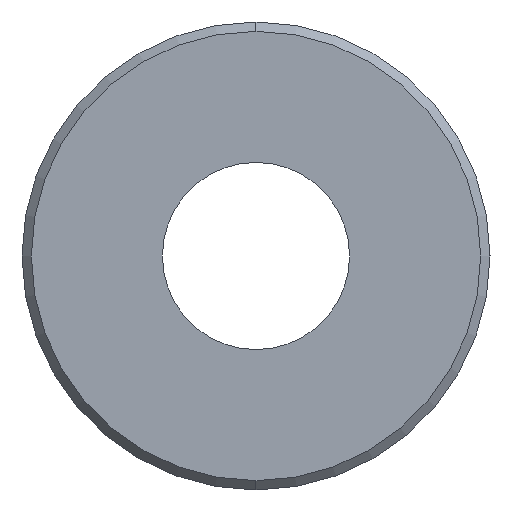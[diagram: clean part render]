
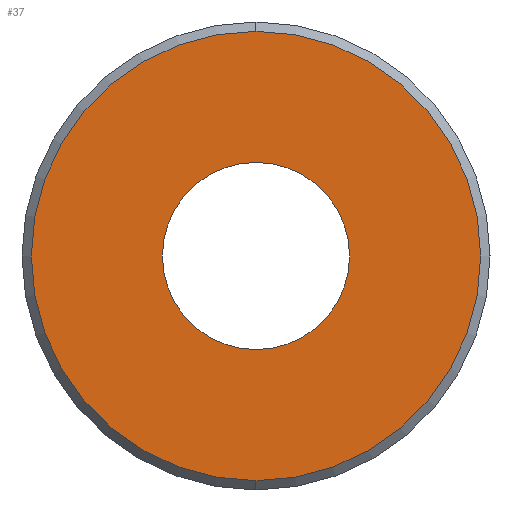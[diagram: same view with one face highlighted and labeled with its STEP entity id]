
A CAD part, left-side view. The second image highlights one B-rep face of the part: STEP entity #37.
In plain terms, the highlighted planar face has unit normal (-1, 0, 0).
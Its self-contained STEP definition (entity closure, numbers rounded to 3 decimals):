
#5 = AXIS2_PLACEMENT_3D ( 'NONE', #24, #409, #408 ) ;
#24 = CARTESIAN_POINT ( 'NONE',  ( 0., 0., 0. ) ) ;
#37 = ADVANCED_FACE ( 'NONE', ( #182, #381 ), #78, .F. ) ;
#46 = EDGE_CURVE ( 'NONE', #419, #440, #88, .T. ) ;
#47 = EDGE_CURVE ( 'NONE', #413, #212, #279, .T. ) ;
#53 = AXIS2_PLACEMENT_3D ( 'NONE', #374, #376, #385 ) ;
#58 = EDGE_CURVE ( 'NONE', #212, #413, #89, .T. ) ;
#72 = AXIS2_PLACEMENT_3D ( 'NONE', #130, #122, #115 ) ;
#76 = EDGE_CURVE ( 'NONE', #440, #419, #106, .T. ) ;
#78 = PLANE ( 'NONE',  #5 ) ;
#88 = CIRCLE ( 'NONE', #53, 12. ) ;
#89 = CIRCLE ( 'NONE', #353, 5. ) ;
#106 = CIRCLE ( 'NONE', #112, 12. ) ;
#112 = AXIS2_PLACEMENT_3D ( 'NONE', #289, #288, #287 ) ;
#115 = DIRECTION ( 'NONE',  ( 0., 0., -1. ) ) ;
#122 = DIRECTION ( 'NONE',  ( 1., 0., 0. ) ) ;
#130 = CARTESIAN_POINT ( 'NONE',  ( 0., 0., 0. ) ) ;
#182 = FACE_OUTER_BOUND ( 'NONE', #400, .T. ) ;
#192 = CARTESIAN_POINT ( 'NONE',  ( 0., 0., 12. ) ) ;
#203 = CARTESIAN_POINT ( 'NONE',  ( 0., 0., 5. ) ) ;
#204 = CARTESIAN_POINT ( 'NONE',  ( 0., 0., -12. ) ) ;
#212 = VERTEX_POINT ( 'NONE', #243 ) ;
#243 = CARTESIAN_POINT ( 'NONE',  ( 0., 0., -5. ) ) ;
#279 = CIRCLE ( 'NONE', #72, 5. ) ;
#287 = DIRECTION ( 'NONE',  ( 0., 0., -1. ) ) ;
#288 = DIRECTION ( 'NONE',  ( -1., 0., 0. ) ) ;
#289 = CARTESIAN_POINT ( 'NONE',  ( 0., 0., 0. ) ) ;
#330 = DIRECTION ( 'NONE',  ( 0., 0., -1. ) ) ;
#331 = DIRECTION ( 'NONE',  ( 1., 0., 0. ) ) ;
#332 = CARTESIAN_POINT ( 'NONE',  ( 0., 0., 0. ) ) ;
#353 = AXIS2_PLACEMENT_3D ( 'NONE', #332, #331, #330 ) ;
#374 = CARTESIAN_POINT ( 'NONE',  ( 0., 0., 0. ) ) ;
#376 = DIRECTION ( 'NONE',  ( -1., 0., 0. ) ) ;
#381 = FACE_BOUND ( 'NONE', #399, .T. ) ;
#385 = DIRECTION ( 'NONE',  ( 0., 0., -1. ) ) ;
#399 = EDGE_LOOP ( 'NONE', ( #443, #459 ) ) ;
#400 = EDGE_LOOP ( 'NONE', ( #448, #476 ) ) ;
#408 = DIRECTION ( 'NONE',  ( 0., 0., -1. ) ) ;
#409 = DIRECTION ( 'NONE',  ( 1., 0., 0. ) ) ;
#413 = VERTEX_POINT ( 'NONE', #203 ) ;
#419 = VERTEX_POINT ( 'NONE', #204 ) ;
#440 = VERTEX_POINT ( 'NONE', #192 ) ;
#443 = ORIENTED_EDGE ( 'NONE', *, *, #47, .T. ) ;
#448 = ORIENTED_EDGE ( 'NONE', *, *, #46, .T. ) ;
#459 = ORIENTED_EDGE ( 'NONE', *, *, #58, .T. ) ;
#476 = ORIENTED_EDGE ( 'NONE', *, *, #76, .T. ) ;
